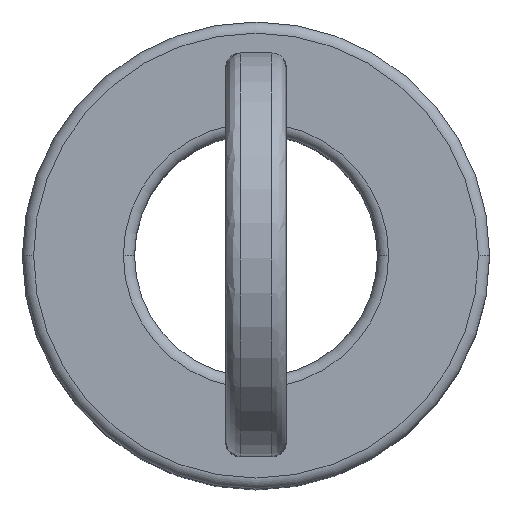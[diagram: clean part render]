
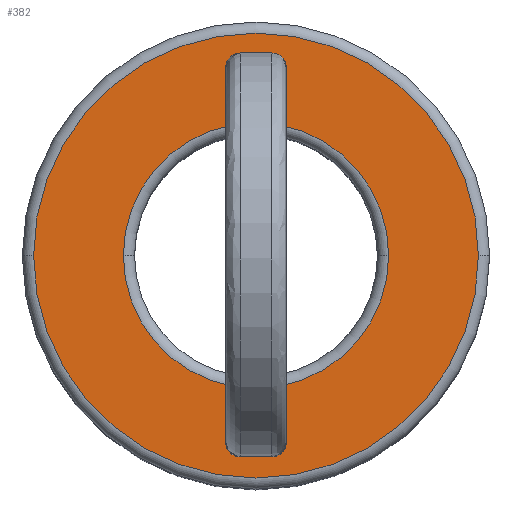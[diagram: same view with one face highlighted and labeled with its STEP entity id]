
A CAD part, top view. The second image highlights one B-rep face of the part: STEP entity #382.
In plain terms, the highlighted planar face has unit normal (0, 0, 1).
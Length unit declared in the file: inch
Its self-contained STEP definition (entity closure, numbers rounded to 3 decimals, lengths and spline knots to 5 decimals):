
#81 = AXIS2_PLACEMENT_3D ( 'NONE', #3212, #1435, #2200 ) ;
#178 = DIRECTION ( 'NONE',  ( 0., 0., -1. ) ) ;
#347 = EDGE_CURVE ( 'NONE', #2714, #1992, #1468, .T. ) ;
#382 = ADVANCED_FACE ( 'NONE', ( #1042, #2757 ), #1787, .T. ) ;
#438 = ORIENTED_EDGE ( 'NONE', *, *, #791, .T. ) ;
#443 = CARTESIAN_POINT ( 'NONE',  ( 0., 0., 0.12 ) ) ;
#530 = DIRECTION ( 'NONE',  ( 1., 0., 0. ) ) ;
#542 = EDGE_LOOP ( 'NONE', ( #2392, #438 ) ) ;
#556 = CARTESIAN_POINT ( 'NONE',  ( 0., 0., 0.12 ) ) ;
#679 = AXIS2_PLACEMENT_3D ( 'NONE', #443, #178, #716 ) ;
#716 = DIRECTION ( 'NONE',  ( 1., 0., 0. ) ) ;
#780 = EDGE_CURVE ( 'NONE', #1257, #1847, #1327, .T. ) ;
#791 = EDGE_CURVE ( 'NONE', #1992, #2714, #2089, .T. ) ;
#807 = CARTESIAN_POINT ( 'NONE',  ( -0.0595, 0., 0.12 ) ) ;
#1042 = FACE_BOUND ( 'NONE', #2546, .T. ) ;
#1047 = DIRECTION ( 'NONE',  ( 0., 0., -1. ) ) ;
#1075 = ORIENTED_EDGE ( 'NONE', *, *, #780, .T. ) ;
#1257 = VERTEX_POINT ( 'NONE', #3061 ) ;
#1259 = DIRECTION ( 'NONE',  ( 0., 0., 1. ) ) ;
#1327 = CIRCLE ( 'NONE', #2151, 0.0355 ) ;
#1435 = DIRECTION ( 'NONE',  ( 0., 0., 1. ) ) ;
#1468 = CIRCLE ( 'NONE', #81, 0.0595 ) ;
#1742 = CARTESIAN_POINT ( 'NONE',  ( 0., 0., 0.12 ) ) ;
#1787 = PLANE ( 'NONE',  #2664 ) ;
#1847 = VERTEX_POINT ( 'NONE', #2754 ) ;
#1992 = VERTEX_POINT ( 'NONE', #807 ) ;
#1995 = CARTESIAN_POINT ( 'NONE',  ( 0., 0., 0.12 ) ) ;
#2006 = DIRECTION ( 'NONE',  ( 1., 0., 0. ) ) ;
#2089 = CIRCLE ( 'NONE', #2349, 0.0595 ) ;
#2151 = AXIS2_PLACEMENT_3D ( 'NONE', #1742, #1047, #530 ) ;
#2200 = DIRECTION ( 'NONE',  ( 1., 0., 0. ) ) ;
#2237 = DIRECTION ( 'NONE',  ( 1., 0., 0. ) ) ;
#2349 = AXIS2_PLACEMENT_3D ( 'NONE', #1995, #1259, #2237 ) ;
#2392 = ORIENTED_EDGE ( 'NONE', *, *, #347, .T. ) ;
#2546 = EDGE_LOOP ( 'NONE', ( #1075, #3137 ) ) ;
#2550 = DIRECTION ( 'NONE',  ( 0., 0., 1. ) ) ;
#2553 = CARTESIAN_POINT ( 'NONE',  ( 0.0595, 0., 0.12 ) ) ;
#2664 = AXIS2_PLACEMENT_3D ( 'NONE', #556, #2550, #2006 ) ;
#2714 = VERTEX_POINT ( 'NONE', #2553 ) ;
#2752 = EDGE_CURVE ( 'NONE', #1847, #1257, #2945, .T. ) ;
#2754 = CARTESIAN_POINT ( 'NONE',  ( -0.0355, 0., 0.12 ) ) ;
#2757 = FACE_OUTER_BOUND ( 'NONE', #542, .T. ) ;
#2945 = CIRCLE ( 'NONE', #679, 0.0355 ) ;
#3061 = CARTESIAN_POINT ( 'NONE',  ( 0.0355, 0., 0.12 ) ) ;
#3137 = ORIENTED_EDGE ( 'NONE', *, *, #2752, .T. ) ;
#3212 = CARTESIAN_POINT ( 'NONE',  ( 0., 0., 0.12 ) ) ;
